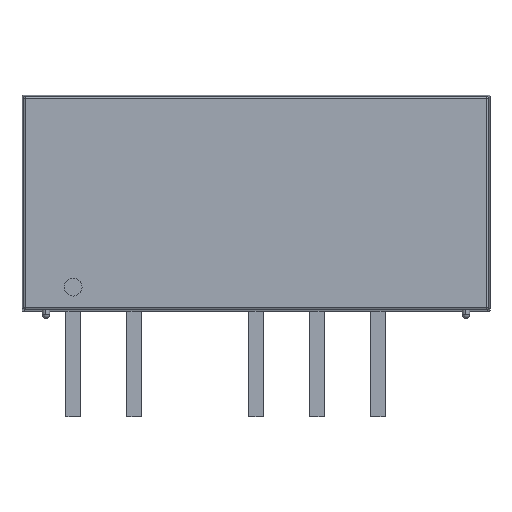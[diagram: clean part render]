
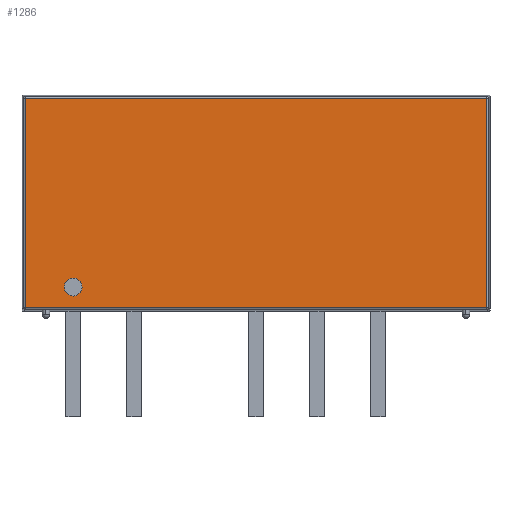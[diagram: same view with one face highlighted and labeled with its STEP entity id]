
A CAD part, top view. The second image highlights one B-rep face of the part: STEP entity #1286.
In plain terms, the highlighted planar face has unit normal (0, 0, 1).
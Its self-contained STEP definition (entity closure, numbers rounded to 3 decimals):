
#100 = LINE ( 'NONE', #723, #2342 ) ;
#170 = EDGE_CURVE ( 'NONE', #731, #1417, #1468, .T. ) ;
#174 = CARTESIAN_POINT ( 'NONE',  ( -7.995, 1., 3. ) ) ;
#226 = FACE_BOUND ( 'NONE', #2518, .T. ) ;
#359 = CIRCLE ( 'NONE', #1612, 0.375 ) ;
#360 = VERTEX_POINT ( 'NONE', #2146 ) ;
#381 = CARTESIAN_POINT ( 'NONE',  ( -9.671, 8.872, 3. ) ) ;
#386 = VERTEX_POINT ( 'NONE', #174 ) ;
#440 = EDGE_LOOP ( 'NONE', ( #2156, #1420, #1619, #451 ) ) ;
#451 = ORIENTED_EDGE ( 'NONE', *, *, #1170, .T. ) ;
#487 = VECTOR ( 'NONE', #1644, 1000. ) ;
#517 = CARTESIAN_POINT ( 'NONE',  ( -7.62, 1., 3. ) ) ;
#579 = DIRECTION ( 'NONE',  ( 0., 1., 0. ) ) ;
#652 = VECTOR ( 'NONE', #2475, 1000. ) ;
#677 = VERTEX_POINT ( 'NONE', #728 ) ;
#723 = CARTESIAN_POINT ( 'NONE',  ( -9.622, 0.079, 3. ) ) ;
#728 = CARTESIAN_POINT ( 'NONE',  ( -9.622, 8.872, 3. ) ) ;
#731 = VERTEX_POINT ( 'NONE', #1734 ) ;
#762 = DIRECTION ( 'NONE',  ( 1., 0., 0. ) ) ;
#764 = EDGE_CURVE ( 'NONE', #386, #1940, #787, .T. ) ;
#787 = CIRCLE ( 'NONE', #2406, 0.375 ) ;
#865 = ORIENTED_EDGE ( 'NONE', *, *, #1152, .F. ) ;
#977 = DIRECTION ( 'NONE',  ( 0., 0., 1. ) ) ;
#999 = CARTESIAN_POINT ( 'NONE',  ( -7.245, 1., 3. ) ) ;
#1075 = DIRECTION ( 'NONE',  ( 0., 0., -1. ) ) ;
#1152 = EDGE_CURVE ( 'NONE', #1940, #386, #359, .T. ) ;
#1159 = EDGE_CURVE ( 'NONE', #677, #731, #100, .T. ) ;
#1170 = EDGE_CURVE ( 'NONE', #1417, #360, #2048, .T. ) ;
#1286 = ADVANCED_FACE ( 'NONE', ( #1787, #226 ), #2256, .F. ) ;
#1308 = DIRECTION ( 'NONE',  ( 0., 0., 1. ) ) ;
#1363 = CARTESIAN_POINT ( 'NONE',  ( 9.622, 0.128, 3. ) ) ;
#1417 = VERTEX_POINT ( 'NONE', #1363 ) ;
#1420 = ORIENTED_EDGE ( 'NONE', *, *, #1159, .T. ) ;
#1454 = ORIENTED_EDGE ( 'NONE', *, *, #764, .F. ) ;
#1456 = CARTESIAN_POINT ( 'NONE',  ( -9.75, 9., 3. ) ) ;
#1468 = LINE ( 'NONE', #1712, #652 ) ;
#1526 = VECTOR ( 'NONE', #579, 1000. ) ;
#1610 = LINE ( 'NONE', #381, #487 ) ;
#1612 = AXIS2_PLACEMENT_3D ( 'NONE', #517, #1308, #2298 ) ;
#1619 = ORIENTED_EDGE ( 'NONE', *, *, #170, .T. ) ;
#1644 = DIRECTION ( 'NONE',  ( -1., 0., 0. ) ) ;
#1712 = CARTESIAN_POINT ( 'NONE',  ( 9.671, 0.128, 3. ) ) ;
#1734 = CARTESIAN_POINT ( 'NONE',  ( -9.622, 0.128, 3. ) ) ;
#1774 = CARTESIAN_POINT ( 'NONE',  ( 9.622, 8.921, 3. ) ) ;
#1787 = FACE_OUTER_BOUND ( 'NONE', #440, .T. ) ;
#1939 = DIRECTION ( 'NONE',  ( 0., -1., 0. ) ) ;
#1940 = VERTEX_POINT ( 'NONE', #999 ) ;
#2048 = LINE ( 'NONE', #1774, #1526 ) ;
#2146 = CARTESIAN_POINT ( 'NONE',  ( 9.622, 8.872, 3. ) ) ;
#2156 = ORIENTED_EDGE ( 'NONE', *, *, #2531, .T. ) ;
#2239 = DIRECTION ( 'NONE',  ( -1., 0., 0. ) ) ;
#2256 = PLANE ( 'NONE',  #2379 ) ;
#2298 = DIRECTION ( 'NONE',  ( 1., 0., 0. ) ) ;
#2324 = CARTESIAN_POINT ( 'NONE',  ( -7.62, 1., 3. ) ) ;
#2342 = VECTOR ( 'NONE', #1939, 1000. ) ;
#2379 = AXIS2_PLACEMENT_3D ( 'NONE', #1456, #1075, #2239 ) ;
#2406 = AXIS2_PLACEMENT_3D ( 'NONE', #2324, #977, #762 ) ;
#2475 = DIRECTION ( 'NONE',  ( 1., 0., 0. ) ) ;
#2518 = EDGE_LOOP ( 'NONE', ( #865, #1454 ) ) ;
#2531 = EDGE_CURVE ( 'NONE', #360, #677, #1610, .T. ) ;
